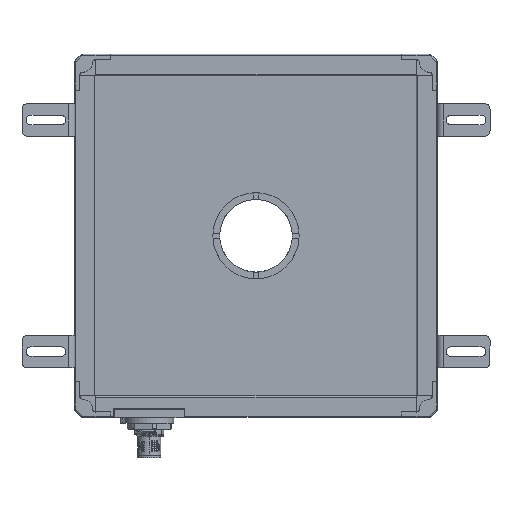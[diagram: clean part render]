
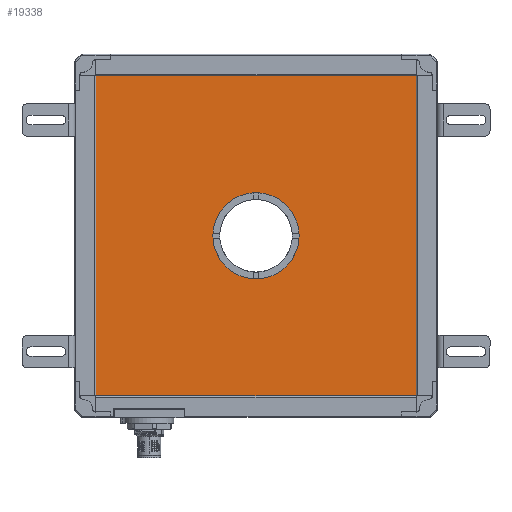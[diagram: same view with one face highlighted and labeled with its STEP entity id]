
A CAD part, front view. The second image highlights one B-rep face of the part: STEP entity #19338.
In plain terms, the highlighted face is planar.
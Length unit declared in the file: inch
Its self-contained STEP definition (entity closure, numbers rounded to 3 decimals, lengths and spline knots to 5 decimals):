
#535 = AXIS2_PLACEMENT_3D ( 'NONE', #45199, #24778, #24507 ) ;
#633 = CARTESIAN_POINT ( 'NONE',  ( -3.059, 3.059, -0.04 ) ) ;
#2181 = DIRECTION ( 'NONE',  ( 1., 0., 0. ) ) ;
#3116 = CIRCLE ( 'NONE', #535, 0.7195 ) ;
#6225 = CARTESIAN_POINT ( 'NONE',  ( 0., 0., -0.04 ) ) ;
#7189 = EDGE_CURVE ( 'NONE', #27563, #41893, #3116, .T. ) ;
#7866 = LINE ( 'NONE', #48447, #26314 ) ;
#9960 = ORIENTED_EDGE ( 'NONE', *, *, #18162, .F. ) ;
#10151 = VERTEX_POINT ( 'NONE', #43573 ) ;
#10482 = ORIENTED_EDGE ( 'NONE', *, *, #32998, .F. ) ;
#10712 = EDGE_LOOP ( 'NONE', ( #10482, #13897, #9960, #52013 ) ) ;
#11360 = DIRECTION ( 'NONE',  ( 0., -1., 0. ) ) ;
#11651 = CARTESIAN_POINT ( 'NONE',  ( -3.059, 3.059, -0.04 ) ) ;
#12134 = CIRCLE ( 'NONE', #37035, 0.7195 ) ;
#13897 = ORIENTED_EDGE ( 'NONE', *, *, #15707, .F. ) ;
#14587 = EDGE_CURVE ( 'NONE', #25483, #10151, #39821, .T. ) ;
#15674 = CARTESIAN_POINT ( 'NONE',  ( 3.059, 3.059, -0.04 ) ) ;
#15707 = EDGE_CURVE ( 'NONE', #43736, #26034, #28627, .T. ) ;
#18162 = EDGE_CURVE ( 'NONE', #10151, #43736, #40170, .T. ) ;
#19338 = ADVANCED_FACE ( 'NONE', ( #19988, #24574 ), #48481, .F. ) ;
#19988 = FACE_BOUND ( 'NONE', #23910, .T. ) ;
#21098 = DIRECTION ( 'NONE',  ( -1., 0., 0. ) ) ;
#21161 = ORIENTED_EDGE ( 'NONE', *, *, #25044, .T. ) ;
#22649 = DIRECTION ( 'NONE',  ( 0., 0., 1. ) ) ;
#23305 = CARTESIAN_POINT ( 'NONE',  ( 3.059, 3.059, -0.04 ) ) ;
#23910 = EDGE_LOOP ( 'NONE', ( #48240, #21161 ) ) ;
#24507 = DIRECTION ( 'NONE',  ( 1., 0., 0. ) ) ;
#24574 = FACE_OUTER_BOUND ( 'NONE', #10712, .T. ) ;
#24778 = DIRECTION ( 'NONE',  ( 0., 0., 1. ) ) ;
#25021 = CARTESIAN_POINT ( 'NONE',  ( 0.7195, 0., -0.04 ) ) ;
#25044 = EDGE_CURVE ( 'NONE', #41893, #27563, #12134, .T. ) ;
#25483 = VERTEX_POINT ( 'NONE', #36201 ) ;
#26034 = VERTEX_POINT ( 'NONE', #11651 ) ;
#26314 = VECTOR ( 'NONE', #11360, 39.37008 ) ;
#27563 = VERTEX_POINT ( 'NONE', #25021 ) ;
#28627 = LINE ( 'NONE', #633, #32897 ) ;
#30259 = VECTOR ( 'NONE', #35780, 39.37008 ) ;
#32092 = DIRECTION ( 'NONE',  ( 0., 1., 0. ) ) ;
#32897 = VECTOR ( 'NONE', #21098, 39.37008 ) ;
#32998 = EDGE_CURVE ( 'NONE', #26034, #25483, #7866, .T. ) ;
#34743 = VECTOR ( 'NONE', #32092, 39.37008 ) ;
#35780 = DIRECTION ( 'NONE',  ( 1., 0., 0. ) ) ;
#36201 = CARTESIAN_POINT ( 'NONE',  ( -3.059, -3.059, -0.04 ) ) ;
#37035 = AXIS2_PLACEMENT_3D ( 'NONE', #6225, #22649, #2181 ) ;
#38187 = CARTESIAN_POINT ( 'NONE',  ( -0.7195, 0., -0.04 ) ) ;
#39257 = AXIS2_PLACEMENT_3D ( 'NONE', #44193, #40974, #52511 ) ;
#39821 = LINE ( 'NONE', #48147, #30259 ) ;
#40170 = LINE ( 'NONE', #15674, #34743 ) ;
#40974 = DIRECTION ( 'NONE',  ( 0., 0., 1. ) ) ;
#41893 = VERTEX_POINT ( 'NONE', #38187 ) ;
#43573 = CARTESIAN_POINT ( 'NONE',  ( 3.059, -3.059, -0.04 ) ) ;
#43736 = VERTEX_POINT ( 'NONE', #23305 ) ;
#44193 = CARTESIAN_POINT ( 'NONE',  ( 0., 0., -0.04 ) ) ;
#45199 = CARTESIAN_POINT ( 'NONE',  ( 0., 0., -0.04 ) ) ;
#48147 = CARTESIAN_POINT ( 'NONE',  ( -3.059, -3.059, -0.04 ) ) ;
#48240 = ORIENTED_EDGE ( 'NONE', *, *, #7189, .T. ) ;
#48447 = CARTESIAN_POINT ( 'NONE',  ( -3.059, 3.059, -0.04 ) ) ;
#48481 = PLANE ( 'NONE',  #39257 ) ;
#52013 = ORIENTED_EDGE ( 'NONE', *, *, #14587, .F. ) ;
#52511 = DIRECTION ( 'NONE',  ( 1., 0., 0. ) ) ;
